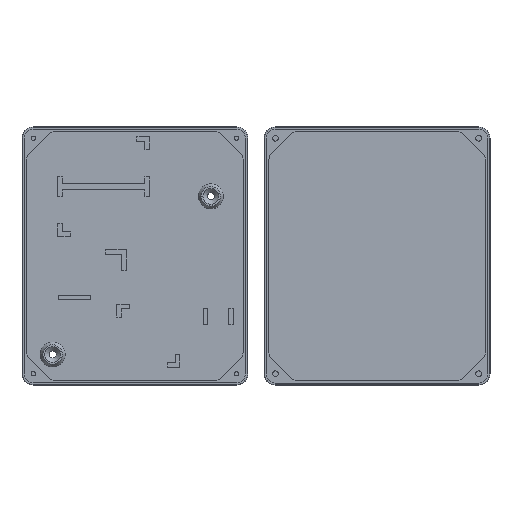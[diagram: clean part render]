
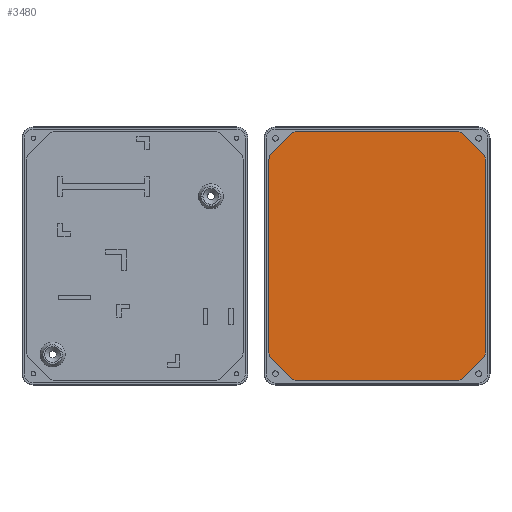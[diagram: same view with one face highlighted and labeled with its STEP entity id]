
A CAD part, top view. The second image highlights one B-rep face of the part: STEP entity #3480.
In plain terms, the highlighted planar face has unit normal (0, 0, 1).
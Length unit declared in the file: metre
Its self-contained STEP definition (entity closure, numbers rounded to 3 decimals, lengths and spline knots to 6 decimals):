
#355=LINE('',#5845,#713);
#356=LINE('',#5850,#714);
#357=LINE('',#5854,#715);
#358=LINE('',#5858,#716);
#359=LINE('',#5862,#717);
#360=LINE('',#5866,#718);
#361=LINE('',#5870,#719);
#362=LINE('',#5874,#720);
#713=VECTOR('',#4594,1.);
#714=VECTOR('',#4597,1.);
#715=VECTOR('',#4600,1.);
#716=VECTOR('',#4603,1.);
#717=VECTOR('',#4606,1.);
#718=VECTOR('',#4609,1.);
#719=VECTOR('',#4612,1.);
#720=VECTOR('',#4615,1.);
#1477=ORIENTED_EDGE('',*,*,#2099,.F.);
#1478=ORIENTED_EDGE('',*,*,#2100,.T.);
#1479=ORIENTED_EDGE('',*,*,#2101,.T.);
#1480=ORIENTED_EDGE('',*,*,#2102,.F.);
#1481=ORIENTED_EDGE('',*,*,#2103,.T.);
#1482=ORIENTED_EDGE('',*,*,#2104,.F.);
#1483=ORIENTED_EDGE('',*,*,#2105,.T.);
#1484=ORIENTED_EDGE('',*,*,#2106,.T.);
#1485=ORIENTED_EDGE('',*,*,#2107,.F.);
#1486=ORIENTED_EDGE('',*,*,#2108,.T.);
#1487=ORIENTED_EDGE('',*,*,#2109,.F.);
#1488=ORIENTED_EDGE('',*,*,#2110,.F.);
#1489=ORIENTED_EDGE('',*,*,#2111,.T.);
#1490=ORIENTED_EDGE('',*,*,#2112,.F.);
#1491=ORIENTED_EDGE('',*,*,#2113,.F.);
#1492=ORIENTED_EDGE('',*,*,#2114,.T.);
#2099=EDGE_CURVE('',#2467,#2468,#355,.T.);
#2100=EDGE_CURVE('',#2467,#2469,#2627,.T.);
#2101=EDGE_CURVE('',#2469,#2470,#356,.T.);
#2102=EDGE_CURVE('',#2471,#2470,#2628,.T.);
#2103=EDGE_CURVE('',#2471,#2472,#357,.T.);
#2104=EDGE_CURVE('',#2473,#2472,#2629,.T.);
#2105=EDGE_CURVE('',#2473,#2474,#358,.T.);
#2106=EDGE_CURVE('',#2474,#2475,#2630,.T.);
#2107=EDGE_CURVE('',#2476,#2475,#359,.T.);
#2108=EDGE_CURVE('',#2476,#2477,#2631,.T.);
#2109=EDGE_CURVE('',#2478,#2477,#360,.T.);
#2110=EDGE_CURVE('',#2479,#2478,#2632,.T.);
#2111=EDGE_CURVE('',#2479,#2480,#361,.T.);
#2112=EDGE_CURVE('',#2481,#2480,#2633,.T.);
#2113=EDGE_CURVE('',#2482,#2481,#362,.T.);
#2114=EDGE_CURVE('',#2482,#2468,#2634,.T.);
#2467=VERTEX_POINT('',#5846);
#2468=VERTEX_POINT('',#5847);
#2469=VERTEX_POINT('',#5849);
#2470=VERTEX_POINT('',#5851);
#2471=VERTEX_POINT('',#5853);
#2472=VERTEX_POINT('',#5855);
#2473=VERTEX_POINT('',#5857);
#2474=VERTEX_POINT('',#5859);
#2475=VERTEX_POINT('',#5861);
#2476=VERTEX_POINT('',#5863);
#2477=VERTEX_POINT('',#5865);
#2478=VERTEX_POINT('',#5867);
#2479=VERTEX_POINT('',#5869);
#2480=VERTEX_POINT('',#5871);
#2481=VERTEX_POINT('',#5873);
#2482=VERTEX_POINT('',#5875);
#2627=CIRCLE('',#3783,0.005);
#2628=CIRCLE('',#3784,0.005);
#2629=CIRCLE('',#3785,0.005);
#2630=CIRCLE('',#3786,0.005);
#2631=CIRCLE('',#3787,0.005);
#2632=CIRCLE('',#3788,0.005);
#2633=CIRCLE('',#3789,0.005);
#2634=CIRCLE('',#3790,0.005);
#2859=EDGE_LOOP('',(#1477,#1478,#1479,#1480,#1481,#1482,#1483,#1484,#1485,
#1486,#1487,#1488,#1489,#1490,#1491,#1492));
#3121=FACE_BOUND('',#2859,.T.);
#3300=PLANE('',#3782);
#3480=ADVANCED_FACE('',(#3121),#3300,.F.);
#3782=AXIS2_PLACEMENT_3D('',#5844,#4592,#4593);
#3783=AXIS2_PLACEMENT_3D('',#5848,#4595,#4596);
#3784=AXIS2_PLACEMENT_3D('',#5852,#4598,#4599);
#3785=AXIS2_PLACEMENT_3D('',#5856,#4601,#4602);
#3786=AXIS2_PLACEMENT_3D('',#5860,#4604,#4605);
#3787=AXIS2_PLACEMENT_3D('',#5864,#4607,#4608);
#3788=AXIS2_PLACEMENT_3D('',#5868,#4610,#4611);
#3789=AXIS2_PLACEMENT_3D('',#5872,#4613,#4614);
#3790=AXIS2_PLACEMENT_3D('',#5876,#4616,#4617);
#4592=DIRECTION('',(0.,0.,-1.));
#4593=DIRECTION('',(1.,0.,0.));
#4594=DIRECTION('',(0.707,0.707,0.));
#4595=DIRECTION('',(0.,0.,1.));
#4596=DIRECTION('',(1.,0.,0.));
#4597=DIRECTION('',(0.,-1.,0.));
#4598=DIRECTION('',(0.,0.,-1.));
#4599=DIRECTION('',(1.,0.,0.));
#4600=DIRECTION('',(0.707,-0.707,0.));
#4601=DIRECTION('',(0.,0.,-1.));
#4602=DIRECTION('',(1.,0.,0.));
#4603=DIRECTION('',(1.,0.,0.));
#4604=DIRECTION('',(0.,0.,1.));
#4605=DIRECTION('',(-1.,0.,0.));
#4606=DIRECTION('',(-0.707,-0.707,0.));
#4607=DIRECTION('',(0.,0.,1.));
#4608=DIRECTION('',(-1.,0.,0.));
#4609=DIRECTION('',(0.,-1.,0.));
#4610=DIRECTION('',(0.,0.,-1.));
#4611=DIRECTION('',(-1.,0.,0.));
#4612=DIRECTION('',(-0.707,0.707,0.));
#4613=DIRECTION('',(0.,0.,-1.));
#4614=DIRECTION('',(-1.,0.,0.));
#4615=DIRECTION('',(1.,0.,0.));
#4616=DIRECTION('',(0.,0.,1.));
#4617=DIRECTION('',(1.,0.,0.));
#5844=CARTESIAN_POINT('',(0.2175,0.08,0.003));
#5845=CARTESIAN_POINT('',(0.16048,0.14952,0.003));
#5846=CARTESIAN_POINT('',(0.154464,0.143504,0.003));
#5847=CARTESIAN_POINT('',(0.166496,0.155536,0.003));
#5848=CARTESIAN_POINT('',(0.158,0.139968,0.003));
#5849=CARTESIAN_POINT('',(0.153,0.139968,0.003));
#5850=CARTESIAN_POINT('',(0.153,0.0417,0.003));
#5851=CARTESIAN_POINT('',(0.153,0.020032,0.003));
#5852=CARTESIAN_POINT('',(0.158,0.020032,0.003));
#5853=CARTESIAN_POINT('',(0.154464,0.016496,0.003));
#5854=CARTESIAN_POINT('',(0.16048,0.01048,0.003));
#5855=CARTESIAN_POINT('',(0.166496,0.004464,0.003));
#5856=CARTESIAN_POINT('',(0.170032,0.008,0.003));
#5857=CARTESIAN_POINT('',(0.170032,0.003,0.003));
#5858=CARTESIAN_POINT('',(0.22,0.003,0.003));
#5859=CARTESIAN_POINT('',(0.269968,0.003,0.003));
#5860=CARTESIAN_POINT('',(0.269968,0.008,0.003));
#5861=CARTESIAN_POINT('',(0.273504,0.004464,0.003));
#5862=CARTESIAN_POINT('',(0.27952,0.01048,0.003));
#5863=CARTESIAN_POINT('',(0.285536,0.016496,0.003));
#5864=CARTESIAN_POINT('',(0.282,0.020032,0.003));
#5865=CARTESIAN_POINT('',(0.287,0.020032,0.003));
#5866=CARTESIAN_POINT('',(0.287,0.1285,0.003));
#5867=CARTESIAN_POINT('',(0.287,0.139968,0.003));
#5868=CARTESIAN_POINT('',(0.282,0.139968,0.003));
#5869=CARTESIAN_POINT('',(0.285536,0.143504,0.003));
#5870=CARTESIAN_POINT('',(0.27952,0.14952,0.003));
#5871=CARTESIAN_POINT('',(0.273504,0.155536,0.003));
#5872=CARTESIAN_POINT('',(0.269968,0.152,0.003));
#5873=CARTESIAN_POINT('',(0.269968,0.157,0.003));
#5874=CARTESIAN_POINT('',(0.1515,0.157,0.003));
#5875=CARTESIAN_POINT('',(0.170032,0.157,0.003));
#5876=CARTESIAN_POINT('',(0.170032,0.152,0.003));
